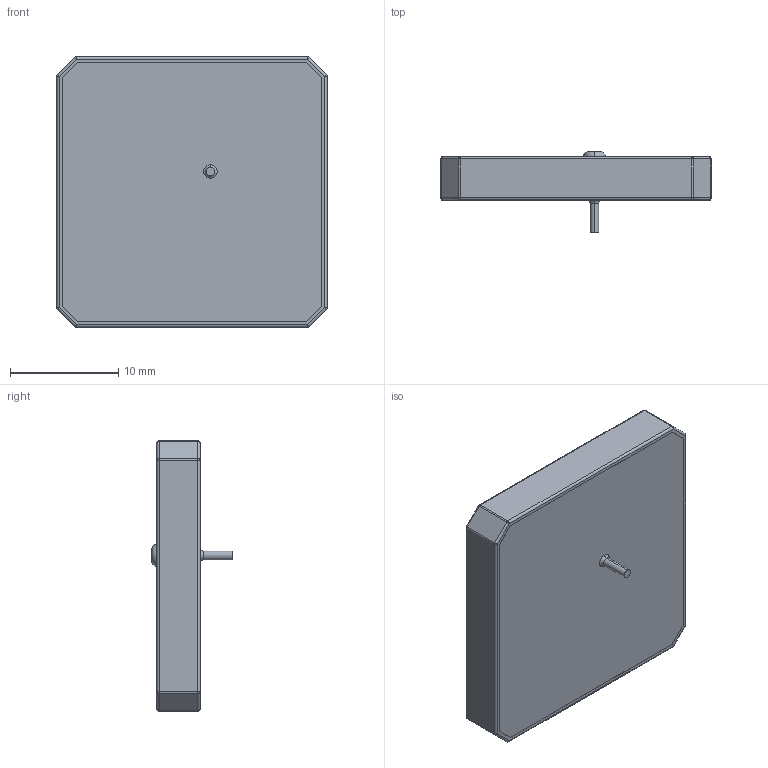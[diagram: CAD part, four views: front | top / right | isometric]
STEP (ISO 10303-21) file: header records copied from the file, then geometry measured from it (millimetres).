
FILE_DESCRIPTION (( 'STEP AP214' ), '1' );
FILE_NAME ('User Library-ET1001039.STEP', '2019-02-18T15:59:50', ( '' ), ( '' ), 'SwSTEP 2.0', 'SolidWorks 2019', '' );
FILE_SCHEMA (( 'AUTOMOTIVE_DESIGN' ));
Length unit declared in the file: millimetre
Products named in the file (1): User Library-ET1001039
Bounding box: 25 x 7.5 x 25 mm (x, y, z)
Volume: 2488.2 mm3; surface area: 1616.4 mm2
Topology: 1 solids, 1 shells, 72 faces, 164 edges, 82 vertices
Faces by surface type: cylinder 26, plane 26, sphere 16, torus 4
Entity records: 2680 total; most frequent: DIRECTION 356, CARTESIAN_POINT 303, ORIENTED_EDGE 296, EDGE_CURVE 148, AXIS2_PLACEMENT_3D 135, LINE 86, VECTOR 86, VERTEX_POINT 82
